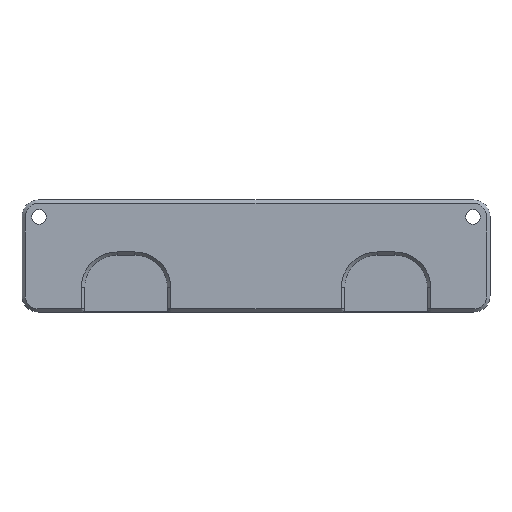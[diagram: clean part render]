
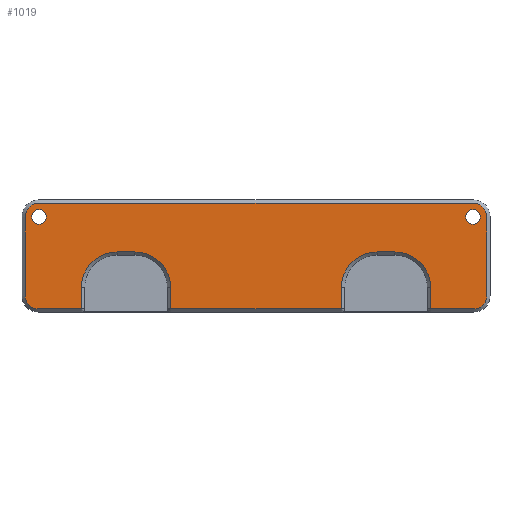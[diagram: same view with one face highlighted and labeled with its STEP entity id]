
A CAD part, top view. The second image highlights one B-rep face of the part: STEP entity #1019.
In plain terms, the highlighted planar face has unit normal (0, 0, 1).
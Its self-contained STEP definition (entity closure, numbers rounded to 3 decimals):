
#17=FACE_BOUND('',#204,.T.);
#18=FACE_BOUND('',#205,.T.);
#69=CIRCLE('',#1088,4.);
#71=CIRCLE('',#1092,4.2);
#72=CIRCLE('',#1096,4.);
#74=CIRCLE('',#1100,4.2);
#76=CIRCLE('',#1104,11.);
#78=CIRCLE('',#1108,11.);
#82=CIRCLE('',#1118,11.);
#84=CIRCLE('',#1122,11.);
#87=CIRCLE('',#1138,2.25);
#88=CIRCLE('',#1139,2.25);
#139=FACE_OUTER_BOUND('',#203,.T.);
#203=EDGE_LOOP('',(#870,#871,#872,#873,#874,#875,#876,#877,#878,#879,#880,
#881,#882,#883,#884,#885,#886,#887,#888,#889));
#204=EDGE_LOOP('',(#890));
#205=EDGE_LOOP('',(#891));
#258=LINE('',#1598,#358);
#262=LINE('',#1608,#362);
#266=LINE('',#1620,#366);
#269=LINE('',#1626,#369);
#272=LINE('',#1634,#372);
#274=LINE('',#1642,#374);
#278=LINE('',#1654,#378);
#282=LINE('',#1666,#382);
#287=LINE('',#1676,#387);
#289=LINE('',#1683,#389);
#293=LINE('',#1695,#393);
#297=LINE('',#1706,#397);
#358=VECTOR('',#1278,10.);
#362=VECTOR('',#1288,10.);
#366=VECTOR('',#1300,10.);
#369=VECTOR('',#1305,10.);
#372=VECTOR('',#1314,10.);
#374=VECTOR('',#1324,10.);
#378=VECTOR('',#1336,10.);
#382=VECTOR('',#1348,10.);
#387=VECTOR('',#1359,10.);
#389=VECTOR('',#1367,10.);
#393=VECTOR('',#1379,10.);
#397=VECTOR('',#1391,10.);
#468=VERTEX_POINT('',#1594);
#469=VERTEX_POINT('',#1596);
#470=VERTEX_POINT('',#1600);
#471=VERTEX_POINT('',#1604);
#473=VERTEX_POINT('',#1610);
#475=VERTEX_POINT('',#1616);
#477=VERTEX_POINT('',#1622);
#478=VERTEX_POINT('',#1624);
#479=VERTEX_POINT('',#1628);
#480=VERTEX_POINT('',#1632);
#482=VERTEX_POINT('',#1641);
#484=VERTEX_POINT('',#1647);
#486=VERTEX_POINT('',#1653);
#488=VERTEX_POINT('',#1659);
#490=VERTEX_POINT('',#1665);
#492=VERTEX_POINT('',#1673);
#494=VERTEX_POINT('',#1682);
#496=VERTEX_POINT('',#1688);
#498=VERTEX_POINT('',#1694);
#500=VERTEX_POINT('',#1700);
#503=VERTEX_POINT('',#1732);
#504=VERTEX_POINT('',#1734);
#570=EDGE_CURVE('',#469,#468,#258,.T.);
#572=EDGE_CURVE('',#468,#470,#69,.T.);
#575=EDGE_CURVE('',#470,#471,#262,.T.);
#578=EDGE_CURVE('',#471,#473,#71,.T.);
#581=EDGE_CURVE('',#473,#475,#266,.T.);
#584=EDGE_CURVE('',#478,#477,#269,.T.);
#586=EDGE_CURVE('',#477,#479,#72,.T.);
#588=EDGE_CURVE('',#479,#480,#272,.T.);
#590=EDGE_CURVE('',#475,#478,#74,.T.);
#592=EDGE_CURVE('',#480,#482,#274,.T.);
#597=EDGE_CURVE('',#482,#484,#76,.T.);
#598=EDGE_CURVE('',#484,#486,#278,.T.);
#603=EDGE_CURVE('',#486,#488,#78,.T.);
#604=EDGE_CURVE('',#488,#490,#282,.T.);
#610=EDGE_CURVE('',#490,#492,#287,.T.);
#613=EDGE_CURVE('',#492,#494,#289,.T.);
#618=EDGE_CURVE('',#494,#496,#82,.T.);
#619=EDGE_CURVE('',#496,#498,#293,.T.);
#624=EDGE_CURVE('',#498,#500,#84,.T.);
#625=EDGE_CURVE('',#500,#469,#297,.T.);
#638=EDGE_CURVE('',#503,#503,#87,.T.);
#639=EDGE_CURVE('',#504,#504,#88,.T.);
#870=ORIENTED_EDGE('',*,*,#584,.F.);
#871=ORIENTED_EDGE('',*,*,#590,.F.);
#872=ORIENTED_EDGE('',*,*,#581,.F.);
#873=ORIENTED_EDGE('',*,*,#578,.F.);
#874=ORIENTED_EDGE('',*,*,#575,.F.);
#875=ORIENTED_EDGE('',*,*,#572,.F.);
#876=ORIENTED_EDGE('',*,*,#570,.F.);
#877=ORIENTED_EDGE('',*,*,#625,.F.);
#878=ORIENTED_EDGE('',*,*,#624,.F.);
#879=ORIENTED_EDGE('',*,*,#619,.F.);
#880=ORIENTED_EDGE('',*,*,#618,.F.);
#881=ORIENTED_EDGE('',*,*,#613,.F.);
#882=ORIENTED_EDGE('',*,*,#610,.F.);
#883=ORIENTED_EDGE('',*,*,#604,.F.);
#884=ORIENTED_EDGE('',*,*,#603,.F.);
#885=ORIENTED_EDGE('',*,*,#598,.F.);
#886=ORIENTED_EDGE('',*,*,#597,.F.);
#887=ORIENTED_EDGE('',*,*,#592,.F.);
#888=ORIENTED_EDGE('',*,*,#588,.F.);
#889=ORIENTED_EDGE('',*,*,#586,.F.);
#890=ORIENTED_EDGE('',*,*,#638,.F.);
#891=ORIENTED_EDGE('',*,*,#639,.F.);
#964=PLANE('',#1137);
#1019=ADVANCED_FACE('',(#139,#17,#18),#964,.F.);
#1088=AXIS2_PLACEMENT_3D('',#1602,#1282,#1283);
#1092=AXIS2_PLACEMENT_3D('',#1614,#1294,#1295);
#1096=AXIS2_PLACEMENT_3D('',#1630,#1309,#1310);
#1100=AXIS2_PLACEMENT_3D('',#1637,#1319,#1320);
#1104=AXIS2_PLACEMENT_3D('',#1651,#1332,#1333);
#1108=AXIS2_PLACEMENT_3D('',#1663,#1344,#1345);
#1118=AXIS2_PLACEMENT_3D('',#1692,#1375,#1376);
#1122=AXIS2_PLACEMENT_3D('',#1704,#1387,#1388);
#1137=AXIS2_PLACEMENT_3D('',#1731,#1428,#1429);
#1138=AXIS2_PLACEMENT_3D('',#1733,#1430,#1431);
#1139=AXIS2_PLACEMENT_3D('',#1735,#1432,#1433);
#1278=DIRECTION('',(-1.,0.,0.));
#1282=DIRECTION('center_axis',(0.,0.,-1.));
#1283=DIRECTION('ref_axis',(-0.707,-0.707,0.));
#1288=DIRECTION('',(0.,1.,0.));
#1294=DIRECTION('center_axis',(0.,0.,-1.));
#1295=DIRECTION('ref_axis',(-1.,0.,0.));
#1300=DIRECTION('',(1.,0.,0.));
#1305=DIRECTION('',(0.,-1.,0.));
#1309=DIRECTION('center_axis',(0.,0.,-1.));
#1310=DIRECTION('ref_axis',(0.707,-0.707,0.));
#1314=DIRECTION('',(-1.,0.,0.));
#1319=DIRECTION('center_axis',(0.,0.,-1.));
#1320=DIRECTION('ref_axis',(0.,1.,0.));
#1324=DIRECTION('',(0.,1.,0.));
#1332=DIRECTION('center_axis',(0.,0.,1.));
#1333=DIRECTION('ref_axis',(0.707,0.707,0.));
#1336=DIRECTION('',(-1.,0.,0.));
#1344=DIRECTION('center_axis',(0.,0.,1.));
#1345=DIRECTION('ref_axis',(-0.707,0.707,0.));
#1348=DIRECTION('',(0.,-1.,0.));
#1359=DIRECTION('',(-1.,0.,0.));
#1367=DIRECTION('',(0.,1.,0.));
#1375=DIRECTION('center_axis',(0.,0.,1.));
#1376=DIRECTION('ref_axis',(0.707,0.707,0.));
#1379=DIRECTION('',(-1.,0.,0.));
#1387=DIRECTION('center_axis',(0.,0.,1.));
#1388=DIRECTION('ref_axis',(-0.707,0.707,0.));
#1391=DIRECTION('',(0.,-1.,0.));
#1428=DIRECTION('center_axis',(0.,0.,-1.));
#1429=DIRECTION('ref_axis',(1.,0.,0.));
#1430=DIRECTION('center_axis',(0.,0.,1.));
#1431=DIRECTION('ref_axis',(1.,0.,0.));
#1432=DIRECTION('center_axis',(0.,0.,1.));
#1433=DIRECTION('ref_axis',(1.,0.,0.));
#1594=CARTESIAN_POINT('',(-67.,38.5,3.));
#1596=CARTESIAN_POINT('',(-53.75,38.5,3.));
#1598=CARTESIAN_POINT('',(36.,38.5,3.));
#1600=CARTESIAN_POINT('',(-71.,42.5,3.));
#1602=CARTESIAN_POINT('Origin',(-67.,42.5,3.));
#1604=CARTESIAN_POINT('',(-71.,66.8,3.));
#1608=CARTESIAN_POINT('',(-71.,46.125,3.));
#1610=CARTESIAN_POINT('',(-66.8,71.,3.));
#1614=CARTESIAN_POINT('Origin',(-66.8,66.8,3.));
#1616=CARTESIAN_POINT('',(66.8,71.,3.));
#1620=CARTESIAN_POINT('',(-33.4,71.,3.));
#1622=CARTESIAN_POINT('',(71.,42.5,3.));
#1624=CARTESIAN_POINT('',(71.,66.8,3.));
#1626=CARTESIAN_POINT('',(71.,60.775,3.));
#1628=CARTESIAN_POINT('',(67.,38.5,3.));
#1630=CARTESIAN_POINT('Origin',(67.,42.5,3.));
#1632=CARTESIAN_POINT('',(53.75,38.5,3.));
#1634=CARTESIAN_POINT('',(36.,38.5,3.));
#1637=CARTESIAN_POINT('Origin',(66.8,66.8,3.));
#1641=CARTESIAN_POINT('',(53.75,45.,3.));
#1642=CARTESIAN_POINT('',(53.75,46.125,3.));
#1647=CARTESIAN_POINT('',(42.75,56.,3.));
#1651=CARTESIAN_POINT('Origin',(42.75,45.,3.));
#1653=CARTESIAN_POINT('',(37.25,56.,3.));
#1654=CARTESIAN_POINT('',(26.25,56.,3.));
#1659=CARTESIAN_POINT('',(26.25,45.,3.));
#1663=CARTESIAN_POINT('Origin',(37.25,45.,3.));
#1665=CARTESIAN_POINT('',(26.25,38.5,3.));
#1666=CARTESIAN_POINT('',(26.25,54.75,3.));
#1673=CARTESIAN_POINT('',(-26.25,38.5,3.));
#1676=CARTESIAN_POINT('',(36.,38.5,3.));
#1682=CARTESIAN_POINT('',(-26.25,45.,3.));
#1683=CARTESIAN_POINT('',(-26.25,46.125,3.));
#1688=CARTESIAN_POINT('',(-37.25,56.,3.));
#1692=CARTESIAN_POINT('Origin',(-37.25,45.,3.));
#1694=CARTESIAN_POINT('',(-42.75,56.,3.));
#1695=CARTESIAN_POINT('',(-13.75,56.,3.));
#1700=CARTESIAN_POINT('',(-53.75,45.,3.));
#1704=CARTESIAN_POINT('Origin',(-42.75,45.,3.));
#1706=CARTESIAN_POINT('',(-53.75,54.75,3.));
#1731=CARTESIAN_POINT('Origin',(0.,54.75,3.));
#1732=CARTESIAN_POINT('',(64.55,66.8,3.));
#1733=CARTESIAN_POINT('Origin',(66.8,66.8,3.));
#1734=CARTESIAN_POINT('',(-69.05,66.8,3.));
#1735=CARTESIAN_POINT('Origin',(-66.8,66.8,3.));
